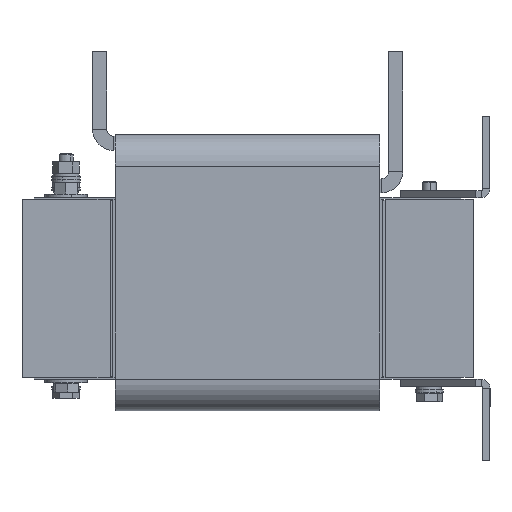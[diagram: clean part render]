
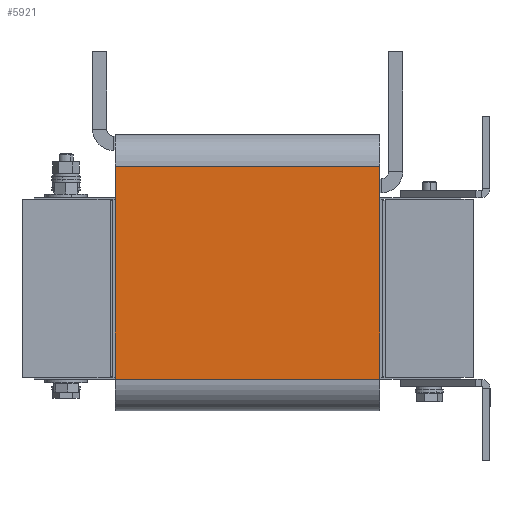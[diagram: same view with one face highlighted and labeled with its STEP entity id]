
A CAD part, left-side view. The second image highlights one B-rep face of the part: STEP entity #5921.
In plain terms, the highlighted planar face has unit normal (-1, 0, 0).
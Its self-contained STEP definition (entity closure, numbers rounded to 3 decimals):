
#2022 = AXIS2_PLACEMENT_3D ( 'NONE', #7404, #3709, #8548 ) ;
#2288 = DIRECTION ( 'NONE',  ( 0., 0., 1. ) ) ;
#2422 = LINE ( 'NONE', #7323, #16035 ) ;
#2660 = VECTOR ( 'NONE', #2782, 1000. ) ;
#2782 = DIRECTION ( 'NONE',  ( 0., 0., 1. ) ) ;
#3420 = VERTEX_POINT ( 'NONE', #5511 ) ;
#3682 = EDGE_CURVE ( 'Defeature ausgef�hrt2_32+Defeature ausgef�hrt2_31+Defeature ausgef�hrt2_23+Defeature ausgef�hrt2_24', #10014, #3420, #15971, .T. ) ;
#3709 = DIRECTION ( 'NONE',  ( 1., 0., 0. ) ) ;
#4816 = ORIENTED_EDGE ( 'NONE', *, *, #9177, .F. ) ;
#5482 = ORIENTED_EDGE ( 'NONE', *, *, #9968, .F. ) ;
#5511 = CARTESIAN_POINT ( 'NONE',  ( -145., -75., -51.5 ) ) ;
#5921 = ADVANCED_FACE ( 'Defeature ausgef�hrt2_32', ( #9401 ), #11251, .F. ) ;
#6021 = CARTESIAN_POINT ( 'NONE',  ( -145., -75., 69.28 ) ) ;
#7323 = CARTESIAN_POINT ( 'NONE',  ( -145., 75., -51.5 ) ) ;
#7404 = CARTESIAN_POINT ( 'NONE',  ( -145., 75., -51.5 ) ) ;
#7414 = VECTOR ( 'NONE', #12003, 1000. ) ;
#7709 = VERTEX_POINT ( 'NONE', #6021 ) ;
#8548 = DIRECTION ( 'NONE',  ( 0., 0., -1. ) ) ;
#9177 = EDGE_CURVE ( 'Defeature ausgef�hrt2_25+Defeature ausgef�hrt2_32+Defeature ausgef�hrt2_23+Defeature ausgef�hrt2_24', #16245, #7709, #10949, .T. ) ;
#9401 = FACE_OUTER_BOUND ( 'NONE', #14103, .T. ) ;
#9753 = DIRECTION ( 'NONE',  ( 0., -1., 0. ) ) ;
#9968 = EDGE_CURVE ( 'Defeature ausgef�hrt2_23+Defeature ausgef�hrt2_32+Defeature ausgef�hrt2_31+Defeature ausgef�hrt2_25', #10014, #16245, #2422, .T. ) ;
#10014 = VERTEX_POINT ( 'NONE', #13645 ) ;
#10159 = CARTESIAN_POINT ( 'NONE',  ( -145., -75., -51.5 ) ) ;
#10599 = CARTESIAN_POINT ( 'NONE',  ( -145., 75., 69.28 ) ) ;
#10949 = LINE ( 'NONE', #13985, #7414 ) ;
#11120 = ORIENTED_EDGE ( 'NONE', *, *, #3682, .T. ) ;
#11251 = PLANE ( 'NONE',  #2022 ) ;
#12003 = DIRECTION ( 'NONE',  ( 0., -1., 0. ) ) ;
#12468 = ORIENTED_EDGE ( 'NONE', *, *, #16017, .T. ) ;
#12619 = VECTOR ( 'NONE', #9753, 1000. ) ;
#13507 = LINE ( 'NONE', #10159, #2660 ) ;
#13645 = CARTESIAN_POINT ( 'NONE',  ( -145., 75., -51.5 ) ) ;
#13735 = CARTESIAN_POINT ( 'NONE',  ( -145., 75., -51.5 ) ) ;
#13985 = CARTESIAN_POINT ( 'NONE',  ( -145., 75., 69.28 ) ) ;
#14103 = EDGE_LOOP ( 'NONE', ( #12468, #4816, #5482, #11120 ) ) ;
#15971 = LINE ( 'NONE', #13735, #12619 ) ;
#16017 = EDGE_CURVE ( 'Defeature ausgef�hrt2_32+Defeature ausgef�hrt2_24+Defeature ausgef�hrt2_31+Defeature ausgef�hrt2_25', #3420, #7709, #13507, .T. ) ;
#16035 = VECTOR ( 'NONE', #2288, 1000. ) ;
#16245 = VERTEX_POINT ( 'NONE', #10599 ) ;
